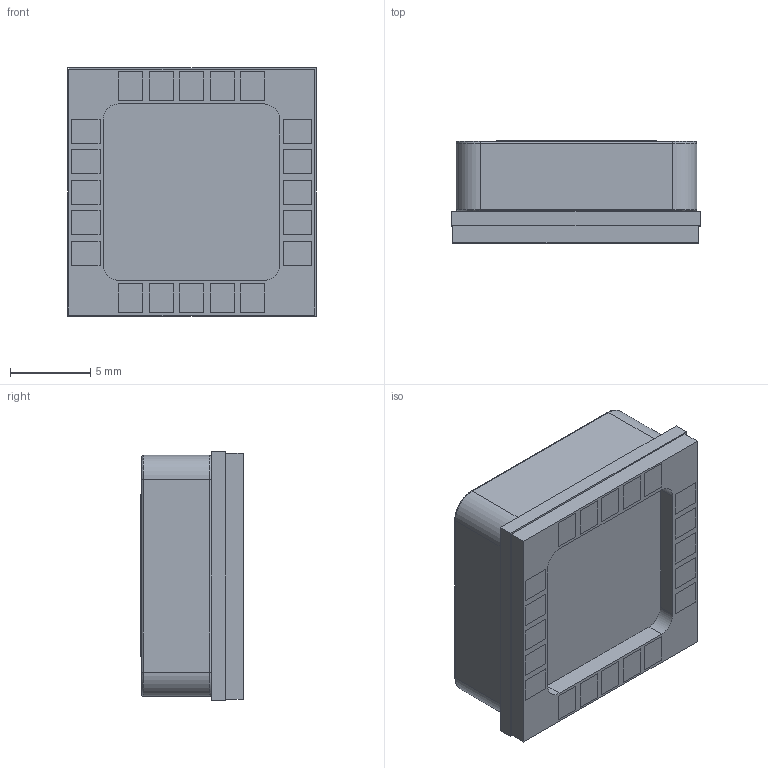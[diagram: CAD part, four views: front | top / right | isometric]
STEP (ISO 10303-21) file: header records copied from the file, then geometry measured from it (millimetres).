
FILE_DESCRIPTION (( 'STEP AP214' ), '1' );
FILE_NAME ('SAM Assembled_AP214.STEP', '2017-07-11T13:13:36', ( 'test' ), ( '' ), 'SwSTEP 2.0', 'SolidWorks 2014', '' );
FILE_SCHEMA (( 'AUTOMOTIVE_DESIGN' ));
Length unit declared in the file: millimetre
Products named in the file (4): SAM Assembled_AP214; SAM ANT; SAM PCB; Sam cavity
Assembly tree (3 placements, depth 2):
  SAM Assembled_AP214
    Sam cavity
    SAM PCB
    SAM ANT
Bounding box: 15.5 x 6.38 x 15.5 mm (x, y, z)
Volume: 1309.9 mm3; surface area: 1569.4 mm2
Topology: 3 solids, 3 shells, 98 faces, 298 edges, 248 vertices
Faces by surface type: plane 71, cylinder 21, bspline 6
Entity records: 4641 total; most frequent: CARTESIAN_POINT 1388, ORIENTED_EDGE 596, DIRECTION 330, EDGE_CURVE 298, VERTEX_POINT 248, B_SPLINE_CURVE_WITH_KNOTS 179, EDGE_LOOP 142, AXIS2_PLACEMENT_3D 120
